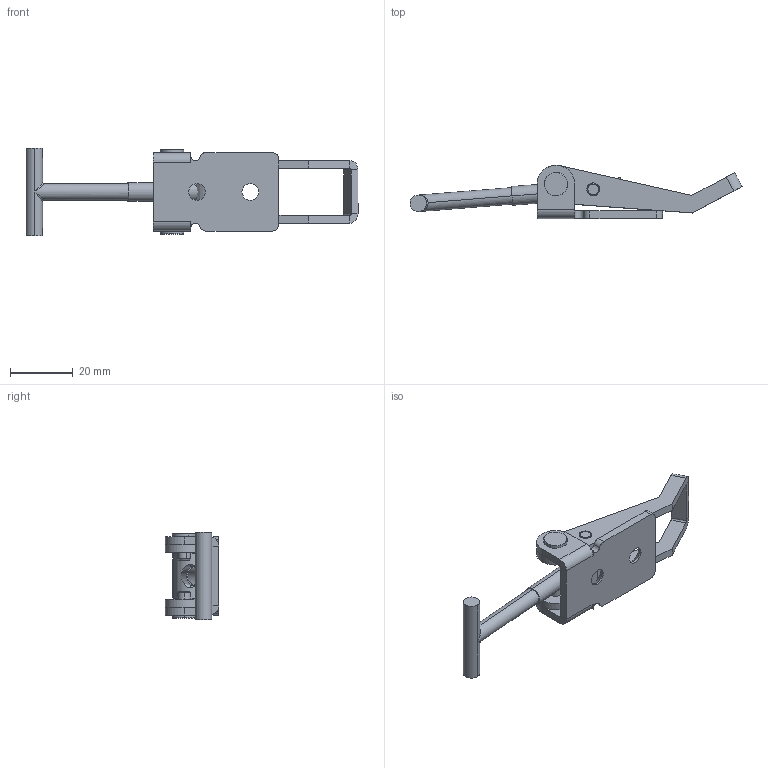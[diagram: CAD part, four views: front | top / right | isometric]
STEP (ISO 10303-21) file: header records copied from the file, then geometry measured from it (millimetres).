
FILE_DESCRIPTION (( 'STEP AP214' ), '1' );
FILE_NAME ('520603 - 702 T SC ZP.STEP', '2018-08-22T08:57:42', ( '' ), ( '' ), 'SwSTEP 2.0', 'SolidWorks 2015', '' );
FILE_SCHEMA (( 'AUTOMOTIVE_DESIGN' ));
Length unit declared in the file: millimetre
Products named in the file (12): 702 - Rulle; 702 - Ansatsnit; 702 - Bygel; 702 - Platta SC; 520603 - 702 T SC ZP; 702 - T-skruv M6
Assembly tree (6 placements, depth 2):
  702 - Rulle
  702 - Ansatsnit
  702 - Ansatsnit
  702 - Bygel
  702 - Platta SC
Bounding box: 105.93 x 17 x 28 mm (x, y, z)
Volume: 9143.7 mm3; surface area: 8864.4 mm2
Topology: 6 solids, 6 shells, 140 faces, 309 edges, 184 vertices
Faces by surface type: cylinder 62, plane 56, cone 16, torus 4, bspline 2
Entity records: 4087 total; most frequent: CARTESIAN_POINT 873, DIRECTION 659, ORIENTED_EDGE 558, EDGE_CURVE 279, AXIS2_PLACEMENT_3D 256, VERTEX_POINT 168, EDGE_LOOP 149, VECTOR 147
